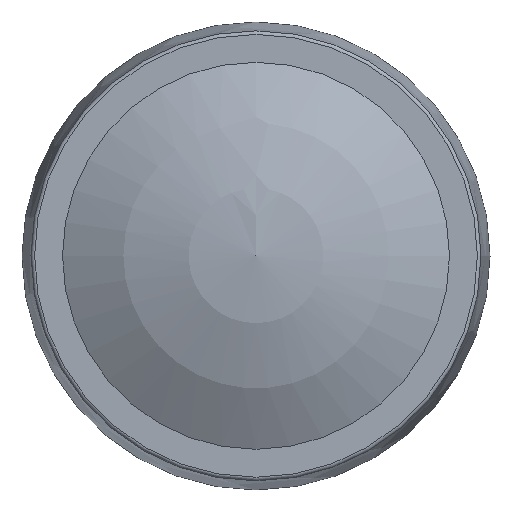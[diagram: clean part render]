
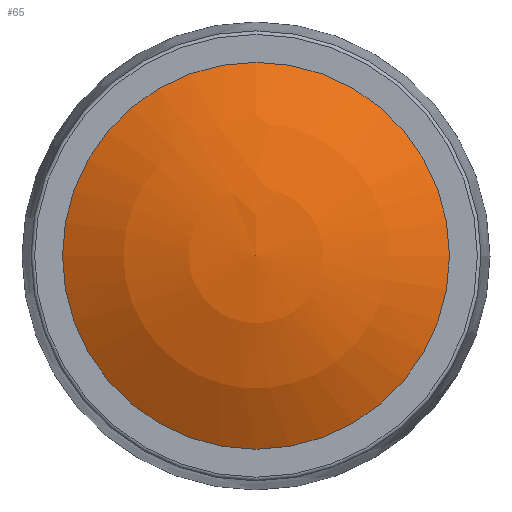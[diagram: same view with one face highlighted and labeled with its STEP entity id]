
A CAD part, top view. The second image highlights one B-rep face of the part: STEP entity #65.
In plain terms, the highlighted spherical face has radius 20.76 mm.
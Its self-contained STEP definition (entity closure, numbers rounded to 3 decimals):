
#65 = ADVANCED_FACE( '', ( #139 ), #140, .T. );
#139 = FACE_OUTER_BOUND( '', #213, .T. );
#140 = SPHERICAL_SURFACE( '', #214, 20.76 );
#213 = EDGE_LOOP( '', ( #305 ) );
#214 = AXIS2_PLACEMENT_3D( '', #306, #307, #308 );
#305 = ORIENTED_EDGE( '', *, *, #361, .T. );
#306 = CARTESIAN_POINT( '', ( 0., 0., -5.76 ) );
#307 = DIRECTION( '', ( 0., 0., 1. ) );
#308 = DIRECTION( '', ( 0., 1., 0. ) );
#361 = EDGE_CURVE( '', #409, #409, #410, .T. );
#409 = VERTEX_POINT( '', #458 );
#410 = CIRCLE( '', #459, 10.75 );
#458 = CARTESIAN_POINT( '', ( 10.75, 0., 12. ) );
#459 = AXIS2_PLACEMENT_3D( '', #509, #510, #511 );
#509 = CARTESIAN_POINT( '', ( 0., 0., 12. ) );
#510 = DIRECTION( '', ( 0., 0., 1. ) );
#511 = DIRECTION( '', ( 1., 0., 0. ) );
